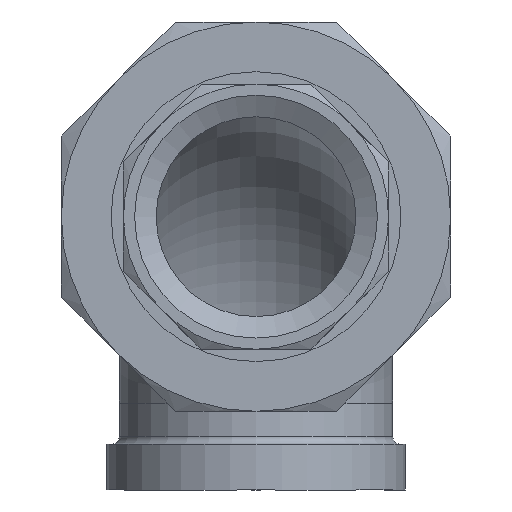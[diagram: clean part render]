
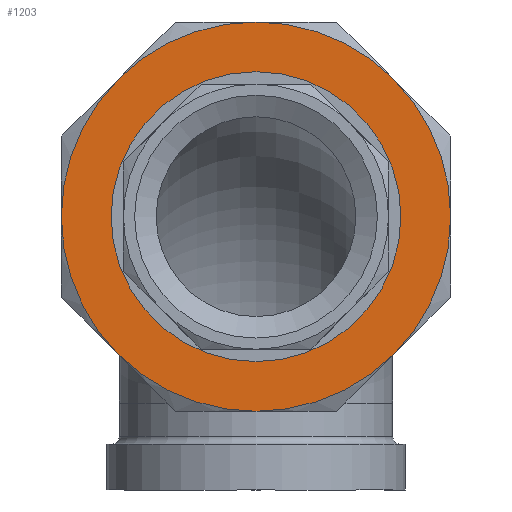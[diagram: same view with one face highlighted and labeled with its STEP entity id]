
A CAD part, left-side view. The second image highlights one B-rep face of the part: STEP entity #1203.
In plain terms, the highlighted planar face has unit normal (-1, 0, 0).
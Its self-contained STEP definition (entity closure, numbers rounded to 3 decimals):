
#51=FACE_BOUND('',#309,.T.);
#174=PLANE('',#1382);
#224=FACE_OUTER_BOUND('',#308,.T.);
#308=EDGE_LOOP('',(#914,#915,#916,#917,#918,#919,#920,#921));
#309=EDGE_LOOP('',(#922));
#381=CIRCLE('',#1344,23.5);
#382=CIRCLE('',#1346,23.5);
#383=CIRCLE('',#1348,23.5);
#384=CIRCLE('',#1350,23.5);
#385=CIRCLE('',#1352,23.5);
#386=CIRCLE('',#1354,23.5);
#387=CIRCLE('',#1356,23.5);
#388=CIRCLE('',#1358,23.5);
#397=CIRCLE('',#1377,17.5);
#517=VERTEX_POINT('',#1951);
#518=VERTEX_POINT('',#1955);
#520=VERTEX_POINT('',#1962);
#522=VERTEX_POINT('',#1972);
#524=VERTEX_POINT('',#1985);
#526=VERTEX_POINT('',#1995);
#528=VERTEX_POINT('',#2005);
#530=VERTEX_POINT('',#2015);
#539=VERTEX_POINT('',#2061);
#636=EDGE_CURVE('',#517,#518,#381,.T.);
#639=EDGE_CURVE('',#520,#517,#382,.T.);
#642=EDGE_CURVE('',#522,#520,#383,.T.);
#644=EDGE_CURVE('',#524,#522,#384,.T.);
#647=EDGE_CURVE('',#526,#524,#385,.T.);
#650=EDGE_CURVE('',#528,#526,#386,.T.);
#653=EDGE_CURVE('',#530,#528,#387,.T.);
#656=EDGE_CURVE('',#518,#530,#388,.T.);
#673=EDGE_CURVE('',#539,#539,#397,.T.);
#914=ORIENTED_EDGE('',*,*,#656,.T.);
#915=ORIENTED_EDGE('',*,*,#653,.T.);
#916=ORIENTED_EDGE('',*,*,#650,.T.);
#917=ORIENTED_EDGE('',*,*,#647,.T.);
#918=ORIENTED_EDGE('',*,*,#644,.T.);
#919=ORIENTED_EDGE('',*,*,#642,.T.);
#920=ORIENTED_EDGE('',*,*,#639,.T.);
#921=ORIENTED_EDGE('',*,*,#636,.T.);
#922=ORIENTED_EDGE('',*,*,#673,.T.);
#1203=ADVANCED_FACE('',(#224,#51),#174,.T.);
#1344=AXIS2_PLACEMENT_3D('',#1959,#1529,#1530);
#1346=AXIS2_PLACEMENT_3D('',#1969,#1533,#1534);
#1348=AXIS2_PLACEMENT_3D('',#1979,#1537,#1538);
#1350=AXIS2_PLACEMENT_3D('',#1986,#1541,#1542);
#1352=AXIS2_PLACEMENT_3D('',#1996,#1545,#1546);
#1354=AXIS2_PLACEMENT_3D('',#2006,#1549,#1550);
#1356=AXIS2_PLACEMENT_3D('',#2016,#1553,#1554);
#1358=AXIS2_PLACEMENT_3D('',#2025,#1557,#1558);
#1377=AXIS2_PLACEMENT_3D('',#2062,#1602,#1603);
#1382=AXIS2_PLACEMENT_3D('',#2071,#1616,#1617);
#1529=DIRECTION('center_axis',(-1.,0.,0.));
#1530=DIRECTION('ref_axis',(0.,1.,0.));
#1533=DIRECTION('center_axis',(-1.,0.,0.));
#1534=DIRECTION('ref_axis',(0.,1.,0.));
#1537=DIRECTION('center_axis',(-1.,0.,0.));
#1538=DIRECTION('ref_axis',(0.,1.,0.));
#1541=DIRECTION('center_axis',(-1.,0.,0.));
#1542=DIRECTION('ref_axis',(0.,1.,0.));
#1545=DIRECTION('center_axis',(-1.,0.,0.));
#1546=DIRECTION('ref_axis',(0.,1.,0.));
#1549=DIRECTION('center_axis',(-1.,0.,0.));
#1550=DIRECTION('ref_axis',(0.,1.,0.));
#1553=DIRECTION('center_axis',(-1.,0.,0.));
#1554=DIRECTION('ref_axis',(0.,1.,0.));
#1557=DIRECTION('center_axis',(-1.,0.,0.));
#1558=DIRECTION('ref_axis',(0.,1.,0.));
#1602=DIRECTION('center_axis',(1.,0.,0.));
#1603=DIRECTION('ref_axis',(0.,0.,1.));
#1616=DIRECTION('center_axis',(-1.,0.,0.));
#1617=DIRECTION('ref_axis',(0.,0.,1.));
#1951=CARTESIAN_POINT('',(-18.7,16.617,16.617));
#1955=CARTESIAN_POINT('',(-18.7,23.5,0.));
#1959=CARTESIAN_POINT('Origin',(-18.7,0.,0.));
#1962=CARTESIAN_POINT('',(-18.7,0.,23.5));
#1969=CARTESIAN_POINT('Origin',(-18.7,0.,0.));
#1972=CARTESIAN_POINT('',(-18.7,-16.617,16.617));
#1979=CARTESIAN_POINT('Origin',(-18.7,0.,0.));
#1985=CARTESIAN_POINT('',(-18.7,-23.5,0.));
#1986=CARTESIAN_POINT('Origin',(-18.7,0.,0.));
#1995=CARTESIAN_POINT('',(-18.7,-16.617,-16.617));
#1996=CARTESIAN_POINT('Origin',(-18.7,0.,0.));
#2005=CARTESIAN_POINT('',(-18.7,0.,-23.5));
#2006=CARTESIAN_POINT('Origin',(-18.7,0.,0.));
#2015=CARTESIAN_POINT('',(-18.7,16.617,-16.617));
#2016=CARTESIAN_POINT('Origin',(-18.7,0.,0.));
#2025=CARTESIAN_POINT('Origin',(-18.7,0.,0.));
#2061=CARTESIAN_POINT('',(-18.7,0.,-17.5));
#2062=CARTESIAN_POINT('Origin',(-18.7,0.,0.));
#2071=CARTESIAN_POINT('Origin',(-18.7,0.,0.));
